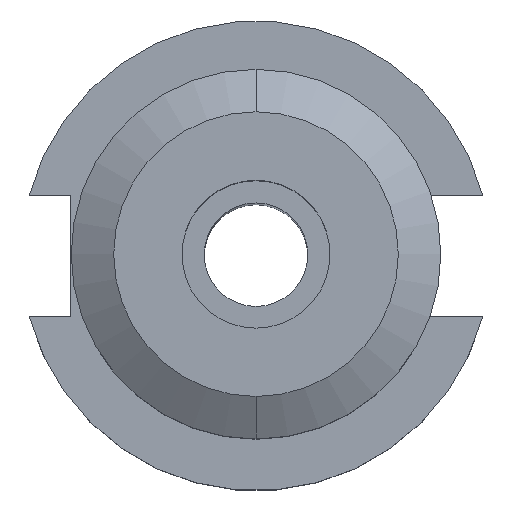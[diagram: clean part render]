
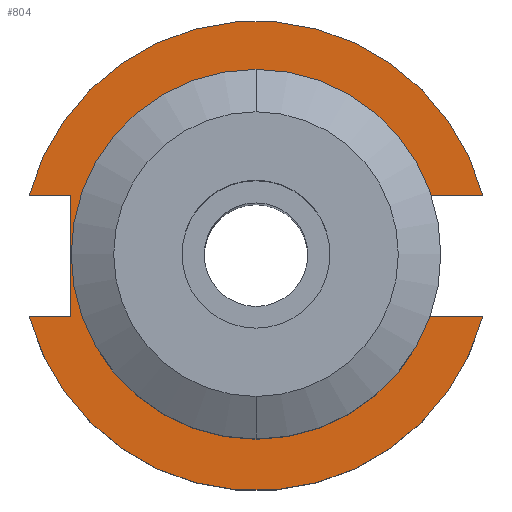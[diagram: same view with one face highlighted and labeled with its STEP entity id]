
A CAD part, top view. The second image highlights one B-rep face of the part: STEP entity #804.
In plain terms, the highlighted planar face has unit normal (0, 0, 1).
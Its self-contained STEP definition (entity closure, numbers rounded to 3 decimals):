
#2 = DIRECTION ( 'NONE',  ( 0., 0., -1. ) ) ;
#9 = DIRECTION ( 'NONE',  ( -1., 0., 0. ) ) ;
#30 = CARTESIAN_POINT ( 'NONE',  ( -25.091, 8.191, 19.05 ) ) ;
#41 = LINE ( 'NONE', #1680, #1146 ) ;
#45 = DIRECTION ( 'NONE',  ( 0., 1., 0. ) ) ;
#61 = DIRECTION ( 'NONE',  ( 1., 0., 0. ) ) ;
#65 = DIRECTION ( 'NONE',  ( 1., 0., 0. ) ) ;
#73 = AXIS2_PLACEMENT_3D ( 'NONE', #1205, #327, #1339 ) ;
#90 = ORIENTED_EDGE ( 'NONE', *, *, #289, .F. ) ;
#116 = CARTESIAN_POINT ( 'NONE',  ( -61.091, 8.191, 19.05 ) ) ;
#127 = VECTOR ( 'NONE', #1398, 1000. ) ;
#137 = CARTESIAN_POINT ( 'NONE',  ( 30.675, 8.191, 19.05 ) ) ;
#200 = CARTESIAN_POINT ( 'NONE',  ( 22.606, 22.225, 19.05 ) ) ;
#243 = DIRECTION ( 'NONE',  ( 1., 0., 0. ) ) ;
#255 = DIRECTION ( 'NONE',  ( 0., -1., 0. ) ) ;
#289 = EDGE_CURVE ( 'NONE', #1805, #362, #1047, .T. ) ;
#299 = CARTESIAN_POINT ( 'NONE',  ( 0., 8.191, 19.05 ) ) ;
#300 = VERTEX_POINT ( 'NONE', #1480 ) ;
#303 = CARTESIAN_POINT ( 'NONE',  ( -23.025, 0., 19.05 ) ) ;
#304 = LINE ( 'NONE', #299, #403 ) ;
#305 = PLANE ( 'NONE',  #884 ) ;
#319 = DIRECTION ( 'NONE',  ( -1., 0., 0. ) ) ;
#324 = CARTESIAN_POINT ( 'NONE',  ( -30.675, -8.191, 19.05 ) ) ;
#327 = DIRECTION ( 'NONE',  ( 0., 0., -1. ) ) ;
#362 = VERTEX_POINT ( 'NONE', #1748 ) ;
#363 = CARTESIAN_POINT ( 'NONE',  ( 0., 0., 19.05 ) ) ;
#373 = EDGE_CURVE ( 'NONE', #1198, #300, #1321, .T. ) ;
#375 = CARTESIAN_POINT ( 'NONE',  ( 22.606, -8.191, 19.05 ) ) ;
#392 = EDGE_CURVE ( 'NONE', #1805, #464, #1414, .T. ) ;
#403 = VECTOR ( 'NONE', #319, 1000. ) ;
#464 = VERTEX_POINT ( 'NONE', #669 ) ;
#515 = VERTEX_POINT ( 'NONE', #375 ) ;
#522 = EDGE_CURVE ( 'NONE', #923, #1491, #1636, .T. ) ;
#531 = FACE_OUTER_BOUND ( 'NONE', #1257, .T. ) ;
#534 = ORIENTED_EDGE ( 'NONE', *, *, #1820, .T. ) ;
#556 = ORIENTED_EDGE ( 'NONE', *, *, #1615, .T. ) ;
#559 = CARTESIAN_POINT ( 'NONE',  ( 0., 22.225, 19.05 ) ) ;
#577 = CARTESIAN_POINT ( 'NONE',  ( 0., 0., 19.05 ) ) ;
#640 = VERTEX_POINT ( 'NONE', #303 ) ;
#650 = VECTOR ( 'NONE', #1441, 1000. ) ;
#669 = CARTESIAN_POINT ( 'NONE',  ( 30.675, -8.191, 19.05 ) ) ;
#683 = ORIENTED_EDGE ( 'NONE', *, *, #1634, .T. ) ;
#695 = CIRCLE ( 'NONE', #1076, 31.75 ) ;
#711 = VECTOR ( 'NONE', #1267, 1000. ) ;
#780 = CARTESIAN_POINT ( 'NONE',  ( 22.606, 22.225, 19.05 ) ) ;
#804 = ADVANCED_FACE ( 'NONE', ( #531 ), #305, .F. ) ;
#825 = EDGE_CURVE ( 'NONE', #1730, #640, #1629, .T. ) ;
#847 = ORIENTED_EDGE ( 'NONE', *, *, #825, .T. ) ;
#864 = CIRCLE ( 'NONE', #73, 23.025 ) ;
#870 = EDGE_CURVE ( 'NONE', #1265, #300, #304, .T. ) ;
#884 = AXIS2_PLACEMENT_3D ( 'NONE', #559, #2, #9 ) ;
#923 = VERTEX_POINT ( 'NONE', #1613 ) ;
#947 = DIRECTION ( 'NONE',  ( 0., 0., 1. ) ) ;
#973 = VECTOR ( 'NONE', #45, 1000. ) ;
#983 = CARTESIAN_POINT ( 'NONE',  ( 22.606, 4.373, 19.05 ) ) ;
#987 = AXIS2_PLACEMENT_3D ( 'NONE', #577, #1690, #1426 ) ;
#1038 = LINE ( 'NONE', #200, #650 ) ;
#1047 = LINE ( 'NONE', #1077, #1785 ) ;
#1054 = ORIENTED_EDGE ( 'NONE', *, *, #870, .F. ) ;
#1076 = AXIS2_PLACEMENT_3D ( 'NONE', #1757, #947, #65 ) ;
#1077 = CARTESIAN_POINT ( 'NONE',  ( -61.091, -8.191, 19.05 ) ) ;
#1121 = DIRECTION ( 'NONE',  ( 0., 0., 1. ) ) ;
#1142 = AXIS2_PLACEMENT_3D ( 'NONE', #363, #1121, #243 ) ;
#1146 = VECTOR ( 'NONE', #255, 1000. ) ;
#1168 = ORIENTED_EDGE ( 'NONE', *, *, #1263, .F. ) ;
#1198 = VERTEX_POINT ( 'NONE', #983 ) ;
#1205 = CARTESIAN_POINT ( 'NONE',  ( 0., 0., 19.05 ) ) ;
#1216 = EDGE_CURVE ( 'NONE', #1491, #362, #41, .T. ) ;
#1257 = EDGE_LOOP ( 'NONE', ( #683, #847, #534, #1763, #1054, #556, #1829, #1280, #90, #1818, #1168 ) ) ;
#1263 = EDGE_CURVE ( 'NONE', #515, #464, #1466, .T. ) ;
#1265 = VERTEX_POINT ( 'NONE', #137 ) ;
#1267 = DIRECTION ( 'NONE',  ( 1., 0., 0. ) ) ;
#1280 = ORIENTED_EDGE ( 'NONE', *, *, #1216, .T. ) ;
#1321 = LINE ( 'NONE', #780, #973 ) ;
#1339 = DIRECTION ( 'NONE',  ( -1., 0., 0. ) ) ;
#1398 = DIRECTION ( 'NONE',  ( 1., 0., 0. ) ) ;
#1414 = CIRCLE ( 'NONE', #1142, 31.75 ) ;
#1426 = DIRECTION ( 'NONE',  ( -1., 0., 0. ) ) ;
#1441 = DIRECTION ( 'NONE',  ( 0., 1., 0. ) ) ;
#1466 = LINE ( 'NONE', #1684, #711 ) ;
#1480 = CARTESIAN_POINT ( 'NONE',  ( 22.606, 8.191, 19.05 ) ) ;
#1491 = VERTEX_POINT ( 'NONE', #30 ) ;
#1591 = CARTESIAN_POINT ( 'NONE',  ( 22.606, -4.373, 19.05 ) ) ;
#1613 = CARTESIAN_POINT ( 'NONE',  ( -30.675, 8.191, 19.05 ) ) ;
#1615 = EDGE_CURVE ( 'NONE', #1265, #923, #695, .T. ) ;
#1629 = CIRCLE ( 'NONE', #987, 23.025 ) ;
#1634 = EDGE_CURVE ( 'NONE', #515, #1730, #1038, .T. ) ;
#1636 = LINE ( 'NONE', #116, #127 ) ;
#1680 = CARTESIAN_POINT ( 'NONE',  ( -25.091, 8.191, 19.05 ) ) ;
#1684 = CARTESIAN_POINT ( 'NONE',  ( 0., -8.191, 19.05 ) ) ;
#1690 = DIRECTION ( 'NONE',  ( 0., 0., -1. ) ) ;
#1730 = VERTEX_POINT ( 'NONE', #1591 ) ;
#1748 = CARTESIAN_POINT ( 'NONE',  ( -25.091, -8.191, 19.05 ) ) ;
#1757 = CARTESIAN_POINT ( 'NONE',  ( 0., 0., 19.05 ) ) ;
#1763 = ORIENTED_EDGE ( 'NONE', *, *, #373, .T. ) ;
#1785 = VECTOR ( 'NONE', #61, 1000. ) ;
#1805 = VERTEX_POINT ( 'NONE', #324 ) ;
#1818 = ORIENTED_EDGE ( 'NONE', *, *, #392, .T. ) ;
#1820 = EDGE_CURVE ( 'NONE', #640, #1198, #864, .T. ) ;
#1829 = ORIENTED_EDGE ( 'NONE', *, *, #522, .T. ) ;
